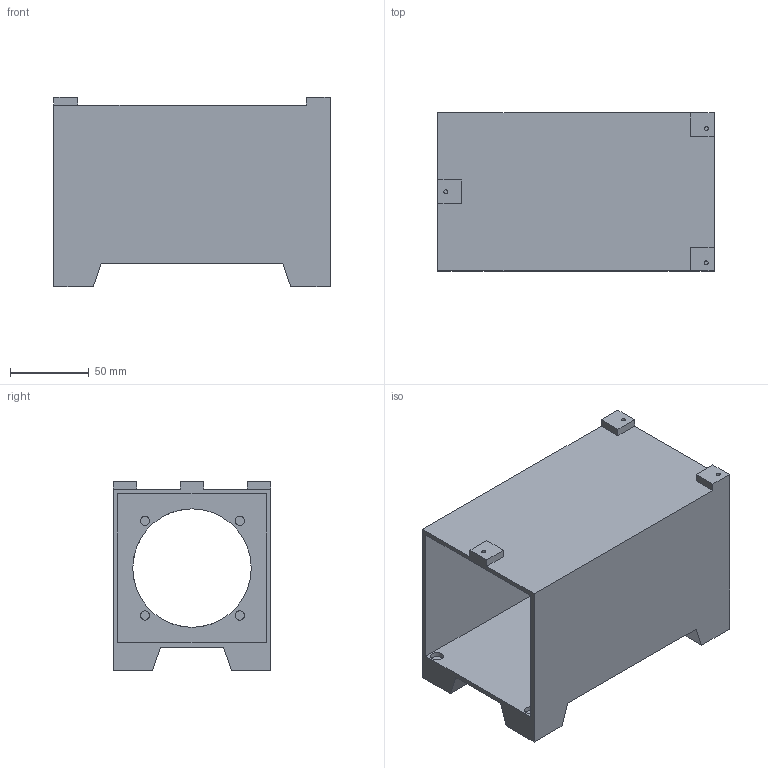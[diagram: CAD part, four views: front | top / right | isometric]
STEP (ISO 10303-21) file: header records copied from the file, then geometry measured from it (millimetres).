
FILE_DESCRIPTION(/* description */ ('KiCad electronic assembly'),/* implementation_level */ '2;1');
FILE_NAME(/* name */ 'Speaker Box.step',/* time_stamp */ '2025-12-11T12:54:26-05:00',/* author */ (''),/* organization */ (''),/* preprocessor_version */ 'ST-DEVELOPER v20.1',/* originating_system */ 'Autodesk Translation Framework v14.21.0.0',/* authorisation */ '');
FILE_SCHEMA (('AUTOMOTIVE_DESIGN { 1 0 10303 214 3 1 1 }'));
Length unit declared in the file: millimetre
Products named in the file (1): Class D Amplifier V2 1
Bounding box: 175 x 100 x 120 mm (x, y, z)
Volume: 359965.1 mm3; surface area: 148671.7 mm2
Topology: 1 solids, 1 shells, 57 faces, 129 edges, 85 vertices
Faces by surface type: plane 46, cylinder 10, bspline 1
Full cylindrical faces by diameter (mm): 2.5 x3, 5.817 x4, 8 x3
Entity records: 1748 total; most frequent: CARTESIAN_POINT 420, DIRECTION 264, ORIENTED_EDGE 258, EDGE_CURVE 129, LINE 106, VECTOR 106, VERTEX_POINT 85, AXIS2_PLACEMENT_3D 79
